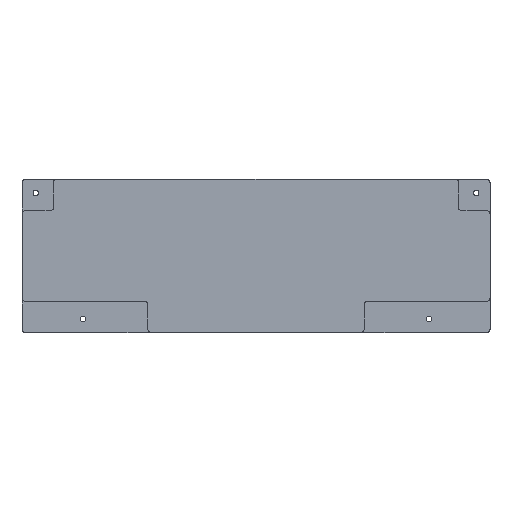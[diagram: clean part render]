
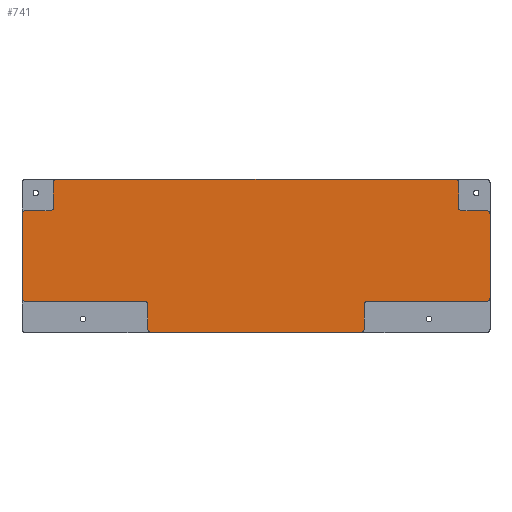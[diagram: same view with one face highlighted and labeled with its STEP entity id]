
A CAD part, top view. The second image highlights one B-rep face of the part: STEP entity #741.
In plain terms, the highlighted planar face has unit normal (0, 0, 1).
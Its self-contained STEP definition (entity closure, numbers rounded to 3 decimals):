
#31=PLANE('',#813);
#65=FACE_OUTER_BOUND('',#103,.T.);
#103=EDGE_LOOP('',(#577,#578,#579,#580,#581,#582,#583,#584,#585,#586,#587,
#588,#589,#590,#591,#592,#593,#594,#595,#596,#597,#598,#599,#600));
#133=LINE('',#1100,#201);
#137=LINE('',#1112,#205);
#143=LINE('',#1133,#211);
#147=LINE('',#1145,#215);
#152=LINE('',#1165,#220);
#156=LINE('',#1177,#224);
#162=LINE('',#1198,#230);
#166=LINE('',#1210,#234);
#169=LINE('',#1219,#237);
#170=LINE('',#1220,#238);
#171=LINE('',#1221,#239);
#172=LINE('',#1222,#240);
#201=VECTOR('',#877,10.);
#205=VECTOR('',#889,10.);
#211=VECTOR('',#909,10.);
#215=VECTOR('',#921,10.);
#220=VECTOR('',#940,10.);
#224=VECTOR('',#952,10.);
#230=VECTOR('',#972,10.);
#234=VECTOR('',#984,10.);
#237=VECTOR('',#995,10.);
#238=VECTOR('',#996,10.);
#239=VECTOR('',#997,10.);
#240=VECTOR('',#998,10.);
#270=CIRCLE('',#771,2.);
#272=CIRCLE('',#775,2.);
#274=CIRCLE('',#779,2.);
#276=CIRCLE('',#782,2.);
#278=CIRCLE('',#786,2.);
#280=CIRCLE('',#790,2.);
#282=CIRCLE('',#793,2.);
#284=CIRCLE('',#797,2.);
#286=CIRCLE('',#801,2.);
#288=CIRCLE('',#804,2.);
#290=CIRCLE('',#808,2.);
#292=CIRCLE('',#812,2.);
#311=VERTEX_POINT('',#1090);
#312=VERTEX_POINT('',#1092);
#314=VERTEX_POINT('',#1098);
#316=VERTEX_POINT('',#1104);
#318=VERTEX_POINT('',#1110);
#320=VERTEX_POINT('',#1116);
#323=VERTEX_POINT('',#1123);
#324=VERTEX_POINT('',#1125);
#326=VERTEX_POINT('',#1131);
#328=VERTEX_POINT('',#1137);
#330=VERTEX_POINT('',#1143);
#332=VERTEX_POINT('',#1149);
#335=VERTEX_POINT('',#1156);
#336=VERTEX_POINT('',#1158);
#338=VERTEX_POINT('',#1164);
#340=VERTEX_POINT('',#1170);
#342=VERTEX_POINT('',#1176);
#344=VERTEX_POINT('',#1182);
#347=VERTEX_POINT('',#1189);
#348=VERTEX_POINT('',#1191);
#350=VERTEX_POINT('',#1197);
#352=VERTEX_POINT('',#1203);
#354=VERTEX_POINT('',#1209);
#356=VERTEX_POINT('',#1215);
#387=EDGE_CURVE('',#312,#311,#270,.T.);
#391=EDGE_CURVE('',#311,#314,#133,.T.);
#394=EDGE_CURVE('',#314,#316,#272,.T.);
#397=EDGE_CURVE('',#316,#318,#137,.T.);
#400=EDGE_CURVE('',#318,#320,#274,.T.);
#403=EDGE_CURVE('',#324,#323,#276,.T.);
#407=EDGE_CURVE('',#323,#326,#143,.T.);
#410=EDGE_CURVE('',#326,#328,#278,.T.);
#413=EDGE_CURVE('',#328,#330,#147,.T.);
#416=EDGE_CURVE('',#330,#332,#280,.T.);
#419=EDGE_CURVE('',#336,#335,#282,.T.);
#422=EDGE_CURVE('',#338,#336,#152,.T.);
#425=EDGE_CURVE('',#340,#338,#284,.T.);
#428=EDGE_CURVE('',#342,#340,#156,.T.);
#431=EDGE_CURVE('',#344,#342,#286,.T.);
#435=EDGE_CURVE('',#348,#347,#288,.T.);
#438=EDGE_CURVE('',#350,#348,#162,.T.);
#441=EDGE_CURVE('',#352,#350,#290,.T.);
#444=EDGE_CURVE('',#354,#352,#166,.T.);
#447=EDGE_CURVE('',#356,#354,#292,.T.);
#449=EDGE_CURVE('',#332,#356,#169,.T.);
#450=EDGE_CURVE('',#347,#344,#170,.T.);
#451=EDGE_CURVE('',#335,#312,#171,.T.);
#452=EDGE_CURVE('',#320,#324,#172,.T.);
#577=ORIENTED_EDGE('',*,*,#413,.T.);
#578=ORIENTED_EDGE('',*,*,#416,.T.);
#579=ORIENTED_EDGE('',*,*,#449,.T.);
#580=ORIENTED_EDGE('',*,*,#447,.T.);
#581=ORIENTED_EDGE('',*,*,#444,.T.);
#582=ORIENTED_EDGE('',*,*,#441,.T.);
#583=ORIENTED_EDGE('',*,*,#438,.T.);
#584=ORIENTED_EDGE('',*,*,#435,.T.);
#585=ORIENTED_EDGE('',*,*,#450,.T.);
#586=ORIENTED_EDGE('',*,*,#431,.T.);
#587=ORIENTED_EDGE('',*,*,#428,.T.);
#588=ORIENTED_EDGE('',*,*,#425,.T.);
#589=ORIENTED_EDGE('',*,*,#422,.T.);
#590=ORIENTED_EDGE('',*,*,#419,.T.);
#591=ORIENTED_EDGE('',*,*,#451,.T.);
#592=ORIENTED_EDGE('',*,*,#387,.T.);
#593=ORIENTED_EDGE('',*,*,#391,.T.);
#594=ORIENTED_EDGE('',*,*,#394,.T.);
#595=ORIENTED_EDGE('',*,*,#397,.T.);
#596=ORIENTED_EDGE('',*,*,#400,.T.);
#597=ORIENTED_EDGE('',*,*,#452,.T.);
#598=ORIENTED_EDGE('',*,*,#403,.T.);
#599=ORIENTED_EDGE('',*,*,#407,.T.);
#600=ORIENTED_EDGE('',*,*,#410,.T.);
#741=ADVANCED_FACE('',(#65),#31,.T.);
#771=AXIS2_PLACEMENT_3D('',#1093,#870,#871);
#775=AXIS2_PLACEMENT_3D('',#1106,#883,#884);
#779=AXIS2_PLACEMENT_3D('',#1118,#895,#896);
#782=AXIS2_PLACEMENT_3D('',#1126,#902,#903);
#786=AXIS2_PLACEMENT_3D('',#1139,#915,#916);
#790=AXIS2_PLACEMENT_3D('',#1151,#927,#928);
#793=AXIS2_PLACEMENT_3D('',#1159,#934,#935);
#797=AXIS2_PLACEMENT_3D('',#1171,#946,#947);
#801=AXIS2_PLACEMENT_3D('',#1183,#958,#959);
#804=AXIS2_PLACEMENT_3D('',#1192,#966,#967);
#808=AXIS2_PLACEMENT_3D('',#1204,#978,#979);
#812=AXIS2_PLACEMENT_3D('',#1216,#990,#991);
#813=AXIS2_PLACEMENT_3D('',#1218,#993,#994);
#870=DIRECTION('center_axis',(0.,0.,1.));
#871=DIRECTION('ref_axis',(1.,0.,0.));
#877=DIRECTION('',(-1.,0.,0.));
#883=DIRECTION('center_axis',(0.,0.,-1.));
#884=DIRECTION('ref_axis',(-1.,0.,0.));
#889=DIRECTION('',(0.,1.,0.));
#895=DIRECTION('center_axis',(0.,0.,1.));
#896=DIRECTION('ref_axis',(1.,0.,0.));
#902=DIRECTION('center_axis',(0.,0.,1.));
#903=DIRECTION('ref_axis',(0.,1.,0.));
#909=DIRECTION('',(0.,-1.,0.));
#915=DIRECTION('center_axis',(0.,0.,-1.));
#916=DIRECTION('ref_axis',(0.,-1.,0.));
#921=DIRECTION('',(-1.,0.,0.));
#927=DIRECTION('center_axis',(0.,0.,1.));
#928=DIRECTION('ref_axis',(0.,1.,0.));
#934=DIRECTION('center_axis',(0.,0.,1.));
#935=DIRECTION('ref_axis',(0.,-1.,0.));
#940=DIRECTION('',(1.,0.,0.));
#946=DIRECTION('center_axis',(0.,0.,-1.));
#947=DIRECTION('ref_axis',(0.,1.,0.));
#952=DIRECTION('',(0.,1.,0.));
#958=DIRECTION('center_axis',(0.,0.,1.));
#959=DIRECTION('ref_axis',(0.,-1.,0.));
#966=DIRECTION('center_axis',(0.,0.,1.));
#967=DIRECTION('ref_axis',(-1.,0.,0.));
#972=DIRECTION('',(0.,-1.,0.));
#978=DIRECTION('center_axis',(0.,0.,-1.));
#979=DIRECTION('ref_axis',(1.,0.,0.));
#984=DIRECTION('',(1.,0.,0.));
#990=DIRECTION('center_axis',(0.,0.,1.));
#991=DIRECTION('ref_axis',(-1.,0.,0.));
#993=DIRECTION('center_axis',(0.,0.,1.));
#994=DIRECTION('ref_axis',(1.,0.,0.));
#995=DIRECTION('',(0.,-1.,0.));
#996=DIRECTION('',(1.,0.,0.));
#997=DIRECTION('',(0.,1.,0.));
#998=DIRECTION('',(-1.,0.,0.));
#1090=CARTESIAN_POINT('',(281.812,-20.187,-16.));
#1092=CARTESIAN_POINT('',(283.812,-22.187,-16.));
#1093=CARTESIAN_POINT('Origin',(281.812,-22.187,-16.));
#1098=CARTESIAN_POINT('',(266.812,-20.187,-16.));
#1100=CARTESIAN_POINT('',(281.812,-20.187,-16.));
#1104=CARTESIAN_POINT('',(264.812,-18.187,-16.));
#1106=CARTESIAN_POINT('Origin',(266.812,-18.187,-16.));
#1110=CARTESIAN_POINT('',(264.812,-3.187,-16.));
#1112=CARTESIAN_POINT('',(264.812,-18.187,-16.));
#1116=CARTESIAN_POINT('',(262.812,-1.187,-16.));
#1118=CARTESIAN_POINT('Origin',(262.812,-3.187,-16.));
#1123=CARTESIAN_POINT('',(20.187,-3.187,-16.));
#1125=CARTESIAN_POINT('',(22.187,-1.187,-16.));
#1126=CARTESIAN_POINT('Origin',(22.187,-3.187,-16.));
#1131=CARTESIAN_POINT('',(20.187,-18.187,-16.));
#1133=CARTESIAN_POINT('',(20.187,-3.187,-16.));
#1137=CARTESIAN_POINT('',(18.187,-20.187,-16.));
#1139=CARTESIAN_POINT('Origin',(18.187,-18.187,-16.));
#1143=CARTESIAN_POINT('',(3.187,-20.187,-16.));
#1145=CARTESIAN_POINT('',(18.187,-20.187,-16.));
#1149=CARTESIAN_POINT('',(1.187,-22.187,-16.));
#1151=CARTESIAN_POINT('Origin',(3.187,-22.187,-16.));
#1156=CARTESIAN_POINT('',(283.812,-72.812,-16.));
#1158=CARTESIAN_POINT('',(281.812,-74.812,-16.));
#1159=CARTESIAN_POINT('Origin',(281.812,-72.812,-16.));
#1164=CARTESIAN_POINT('',(209.812,-74.812,-16.));
#1165=CARTESIAN_POINT('',(209.812,-74.812,-16.));
#1170=CARTESIAN_POINT('',(207.812,-76.812,-16.));
#1171=CARTESIAN_POINT('Origin',(209.812,-76.812,-16.));
#1176=CARTESIAN_POINT('',(207.812,-91.812,-16.));
#1177=CARTESIAN_POINT('',(207.812,-91.812,-16.));
#1182=CARTESIAN_POINT('',(205.812,-93.812,-16.));
#1183=CARTESIAN_POINT('Origin',(205.812,-91.812,-16.));
#1189=CARTESIAN_POINT('',(79.187,-93.812,-16.));
#1191=CARTESIAN_POINT('',(77.187,-91.812,-16.));
#1192=CARTESIAN_POINT('Origin',(79.187,-91.812,-16.));
#1197=CARTESIAN_POINT('',(77.187,-76.812,-16.));
#1198=CARTESIAN_POINT('',(77.187,-76.812,-16.));
#1203=CARTESIAN_POINT('',(75.187,-74.812,-16.));
#1204=CARTESIAN_POINT('Origin',(75.187,-76.812,-16.));
#1209=CARTESIAN_POINT('',(3.187,-74.812,-16.));
#1210=CARTESIAN_POINT('',(3.187,-74.812,-16.));
#1215=CARTESIAN_POINT('',(1.187,-72.812,-16.));
#1216=CARTESIAN_POINT('Origin',(3.187,-72.812,-16.));
#1218=CARTESIAN_POINT('Origin',(142.5,-47.5,-16.));
#1219=CARTESIAN_POINT('',(1.187,-3.187,-16.));
#1220=CARTESIAN_POINT('',(3.187,-93.812,-16.));
#1221=CARTESIAN_POINT('',(283.812,-91.812,-16.));
#1222=CARTESIAN_POINT('',(281.812,-1.187,-16.));
